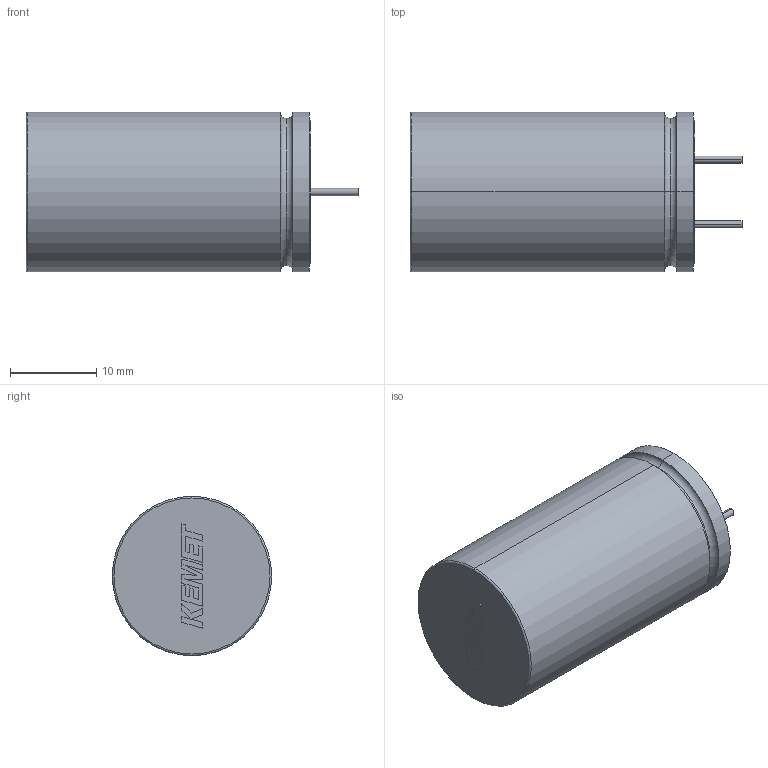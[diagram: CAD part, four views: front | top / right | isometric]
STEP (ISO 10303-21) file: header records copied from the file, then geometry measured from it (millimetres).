
FILE_DESCRIPTION (( 'STEP AP214' ), '1' );
FILE_NAME ('CAR_KPC_18X31_D18.5L33S7.5LL5.5F0.85.STEP', '2024-11-13T16:25:53', ( '' ), ( '' ), 'SwSTEP 2.0', 'SolidWorks 2021', '' );
FILE_SCHEMA (( 'AUTOMOTIVE_DESIGN' ));
Length unit declared in the file: millimetre
Products named in the file (1): CAR_KPC_18X31_D18.5L33S7.5LL5.5F0.85
Bounding box: 38.51 x 18.5 x 18.5 mm (x, y, z)
Volume: 8822.5 mm3; surface area: 2554.1 mm2
Topology: 4 solids, 4 shells, 78 faces, 193 edges, 126 vertices
Faces by surface type: plane 62, cylinder 10, torus 6
Entity records: 3202 total; most frequent: CARTESIAN_POINT 398, ORIENTED_EDGE 386, DIRECTION 381, EDGE_CURVE 193, VECTOR 163, LINE 163, VERTEX_POINT 126, AXIS2_PLACEMENT_3D 109
